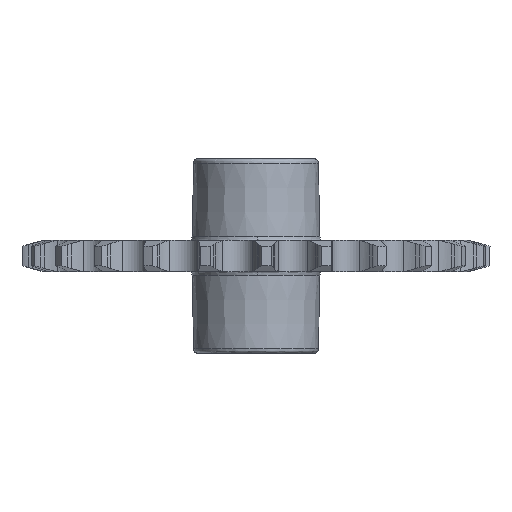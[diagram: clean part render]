
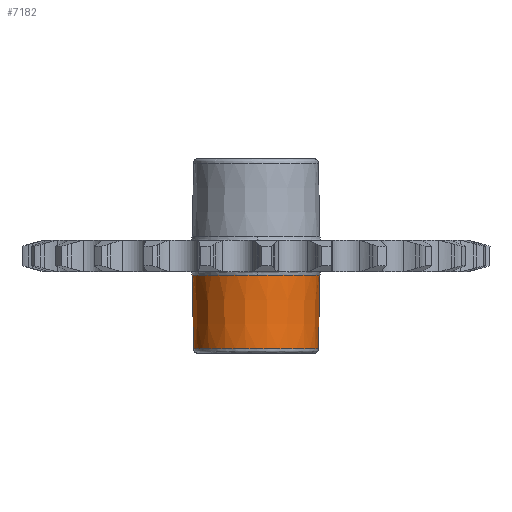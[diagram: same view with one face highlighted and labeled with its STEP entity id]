
A CAD part, front view. The second image highlights one B-rep face of the part: STEP entity #7182.
In plain terms, the highlighted conical face has half-angle 1 degrees and reference radius 4.087 mm.
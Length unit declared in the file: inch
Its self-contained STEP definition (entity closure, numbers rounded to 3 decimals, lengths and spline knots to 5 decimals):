
#155 = DIRECTION ( 'NONE',  ( -0.017, 0., 1. ) ) ;
#156 = VECTOR ( 'NONE', #155, 39.37008 ) ;
#157 = CARTESIAN_POINT ( 'NONE',  ( -0.16092, 0., -0.0095 ) ) ;
#198 = LINE ( 'NONE', #157, #156 ) ;
#216 = CARTESIAN_POINT ( 'NONE',  ( -0.16092, 0., -0.0095 ) ) ;
#744 = DIRECTION ( 'NONE',  ( 0.017, 0., 1. ) ) ;
#745 = VECTOR ( 'NONE', #744, 39.37008 ) ;
#746 = CARTESIAN_POINT ( 'NONE',  ( 0.16092, 0., -0.0095 ) ) ;
#747 = LINE ( 'NONE', #746, #745 ) ;
#856 = CARTESIAN_POINT ( 'NONE',  ( 0.15768, 0., -0.19509 ) ) ;
#1788 = DIRECTION ( 'NONE',  ( 1., 0., 0. ) ) ;
#1789 = DIRECTION ( 'NONE',  ( 0., 0., 1. ) ) ;
#1790 = CARTESIAN_POINT ( 'NONE',  ( 0., 0., -0.19509 ) ) ;
#1791 = AXIS2_PLACEMENT_3D ( 'NONE', #1790, #1789, #1788 ) ;
#1792 = CIRCLE ( 'NONE', #1791, 0.15768 ) ;
#1794 = CARTESIAN_POINT ( 'NONE',  ( -0.15768, 0., -0.19509 ) ) ;
#2176 = CARTESIAN_POINT ( 'NONE',  ( -0.15766, -0.00265, -0.19509 ) ) ;
#2182 = DIRECTION ( 'NONE',  ( -0.017, 1., 0. ) ) ;
#2183 = DIRECTION ( 'NONE',  ( 0., 0., -1. ) ) ;
#2184 = CARTESIAN_POINT ( 'NONE',  ( 0., 0., -0.0095 ) ) ;
#2185 = AXIS2_PLACEMENT_3D ( 'NONE', #2184, #2183, #2182 ) ;
#2186 = CIRCLE ( 'NONE', #2185, 0.16092 ) ;
#2276 = DIRECTION ( 'NONE',  ( 1., 0., 0. ) ) ;
#2277 = DIRECTION ( 'NONE',  ( 0., 0., 1. ) ) ;
#2278 = CARTESIAN_POINT ( 'NONE',  ( 0., 0., -0.0095 ) ) ;
#2279 = AXIS2_PLACEMENT_3D ( 'NONE', #2278, #2277, #2276 ) ;
#2280 = CONICAL_SURFACE ( 'NONE', #2279, 0.16092, 0.017 ) ;
#2281 = FACE_OUTER_BOUND ( 'NONE', #7214, .T. ) ;
#2307 = DIRECTION ( 'NONE',  ( 1., 0., 0. ) ) ;
#2308 = DIRECTION ( 'NONE',  ( 0., 0., 1. ) ) ;
#2309 = CARTESIAN_POINT ( 'NONE',  ( 0., 0., -0.19509 ) ) ;
#2310 = AXIS2_PLACEMENT_3D ( 'NONE', #2309, #2308, #2307 ) ;
#2311 = CIRCLE ( 'NONE', #2310, 0.15768 ) ;
#6180 = EDGE_CURVE ( 'NONE', #7011, #6181, #198, .T. ) ;
#6181 = VERTEX_POINT ( 'NONE', #216 ) ;
#6496 = EDGE_CURVE ( 'NONE', #6517, #8020, #747, .T. ) ;
#6517 = VERTEX_POINT ( 'NONE', #856 ) ;
#7011 = VERTEX_POINT ( 'NONE', #1794 ) ;
#7012 = EDGE_CURVE ( 'NONE', #7011, #7107, #1792, .T. ) ;
#7104 = EDGE_CURVE ( 'NONE', #8020, #8018, #2186, .T. ) ;
#7107 = VERTEX_POINT ( 'NONE', #2176 ) ;
#7146 = EDGE_CURVE ( 'NONE', #7107, #6517, #2311, .T. ) ;
#7182 = ADVANCED_FACE ( 'NONE', ( #2281 ), #2280, .T. ) ;
#7214 = EDGE_LOOP ( 'NONE', ( #7215, #7216, #7242, #7243, #7244, #7245 ) ) ;
#7215 = ORIENTED_EDGE ( 'NONE', *, *, #6180, .F. ) ;
#7216 = ORIENTED_EDGE ( 'NONE', *, *, #7012, .T. ) ;
#7242 = ORIENTED_EDGE ( 'NONE', *, *, #7146, .T. ) ;
#7243 = ORIENTED_EDGE ( 'NONE', *, *, #6496, .T. ) ;
#7244 = ORIENTED_EDGE ( 'NONE', *, *, #7104, .T. ) ;
#7245 = ORIENTED_EDGE ( 'NONE', *, *, #7246, .T. ) ;
#7246 = EDGE_CURVE ( 'NONE', #8018, #6181, #11692, .T. ) ;
#8018 = VERTEX_POINT ( 'NONE', #10445 ) ;
#8020 = VERTEX_POINT ( 'NONE', #10444 ) ;
#10444 = CARTESIAN_POINT ( 'NONE',  ( 0.16092, 0., -0.0095 ) ) ;
#10445 = CARTESIAN_POINT ( 'NONE',  ( 0.00271, -0.1609, -0.0095 ) ) ;
#11638 = DIRECTION ( 'NONE',  ( 0., 0., -1. ) ) ;
#11640 = CARTESIAN_POINT ( 'NONE',  ( 0., 0., -0.0095 ) ) ;
#11689 = DIRECTION ( 'NONE',  ( -0.017, 1., 0. ) ) ;
#11691 = AXIS2_PLACEMENT_3D ( 'NONE', #11640, #11638, #11689 ) ;
#11692 = CIRCLE ( 'NONE', #11691, 0.16092 ) ;
